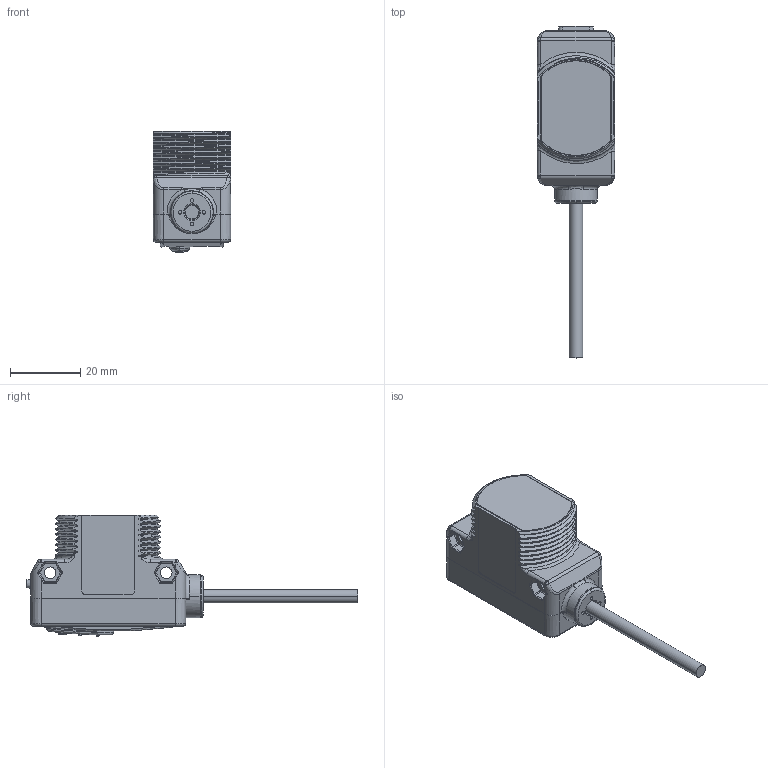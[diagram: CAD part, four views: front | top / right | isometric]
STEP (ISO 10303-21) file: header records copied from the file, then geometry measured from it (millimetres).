
FILE_DESCRIPTION((''),'2;1');
FILE_NAME('140602_SM01_ASM','2022-10-14T08:07:30',('PDMAdmin'),('BANNER ENGINEERING'),'CREO PARAMETRIC BY PTC INC, 2019292','CREO PARAMETRIC BY PTC INC, 2019292','');
FILE_SCHEMA(('CONFIG_CONTROL_DESIGN'));
Length unit declared in the file: millimetre
Products named in the file (3): 140602_EP01; ASSMEBLY_109228; 140602_SM01_ASM
Assembly tree (2 placements, depth 2):
  140602_SM01_ASM
    140602_EP01
    ASSMEBLY_109228
Bounding box: 22.14 x 94.38 x 34.47 mm (x, y, z)
Volume: 25885 mm3; surface area: 9166.4 mm2
Topology: 2 solids, 3 shells, 567 faces, 1357 edges, 817 vertices
Faces by surface type: cylinder 206, plane 139, bspline 104, torus 61, sphere 32, cone 17, extrusion 8
Entity records: 26517 total; most frequent: CARTESIAN_POINT 14089, ORIENTED_EDGE 2710, DIRECTION 2366, EDGE_CURVE 1355, AXIS2_PLACEMENT_3D 910, VERTEX_POINT 817, EDGE_LOOP 594, FACE_OUTER_BOUND 567
